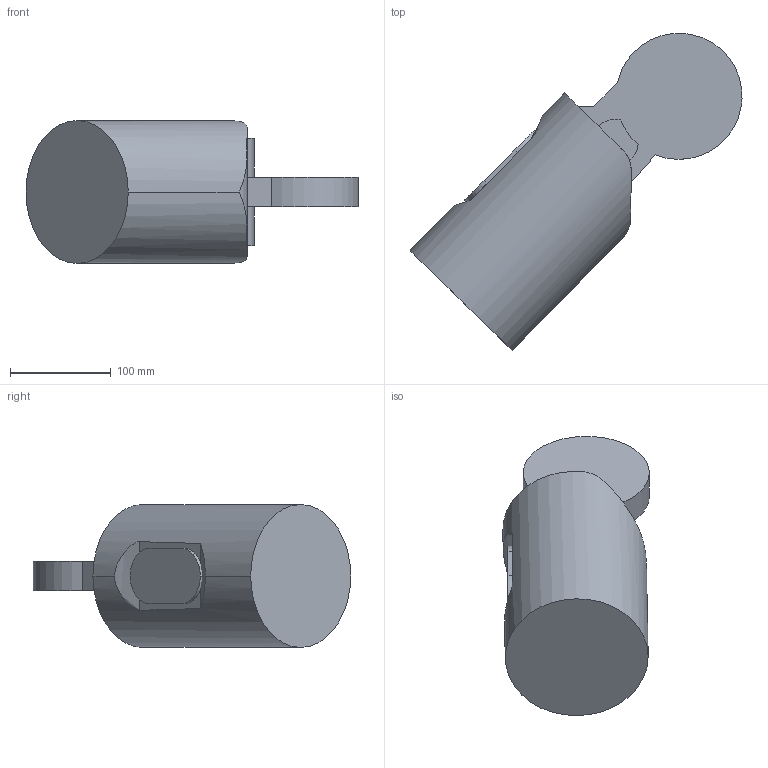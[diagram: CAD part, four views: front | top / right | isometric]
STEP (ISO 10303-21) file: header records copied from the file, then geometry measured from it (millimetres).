
FILE_DESCRIPTION (( 'STEP AP203' ), '1' );
FILE_NAME ('Arm5_Default_sldprt.STEP', '2018-11-27T18:59:53', ( '' ), ( '' ), 'SwSTEP 2.0', 'SolidWorks 2018', '' );
FILE_SCHEMA (( 'CONFIG_CONTROL_DESIGN' ));
Length unit declared in the file: inch
Products named in the file (1): Arm5_Default_sldprt
Bounding box: 330.12 x 315.59 x 142.19 mm (x, y, z)
Volume: 3831876.8 mm3; surface area: 175504 mm2
Topology: 2 solids, 2 shells, 34 faces, 90 edges, 60 vertices
Faces by surface type: cylinder 17, plane 16, bspline 1
Entity records: 1266 total; most frequent: CARTESIAN_POINT 347, ORIENTED_EDGE 180, DIRECTION 174, EDGE_CURVE 90, AXIS2_PLACEMENT_3D 64, VERTEX_POINT 60, VECTOR 46, LINE 46
